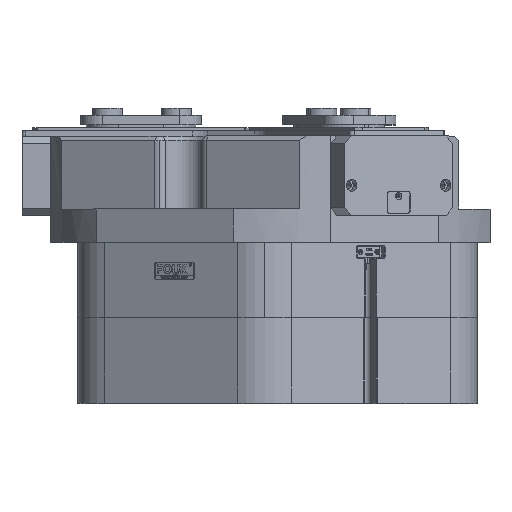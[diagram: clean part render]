
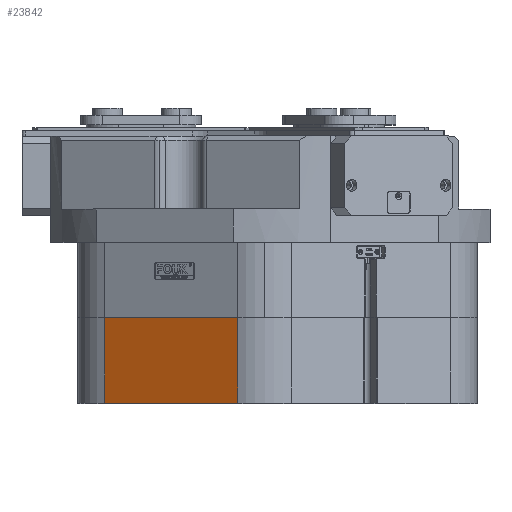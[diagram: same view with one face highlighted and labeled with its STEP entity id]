
A CAD part, top view. The second image highlights one B-rep face of the part: STEP entity #23842.
In plain terms, the highlighted face is planar.
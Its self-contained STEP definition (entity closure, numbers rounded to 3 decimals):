
#6236 = AXIS2_PLACEMENT_3D ( 'NONE', #25341, #46481, #56052 ) ;
#11088 = EDGE_CURVE ( 'NONE', #67413, #11585, #48324, .T. ) ;
#11585 = VERTEX_POINT ( 'NONE', #50598 ) ;
#14502 = DIRECTION ( 'NONE',  ( -0.866, 0., -0.5 ) ) ;
#17566 = VECTOR ( 'NONE', #34895, 1000. ) ;
#20067 = CARTESIAN_POINT ( 'NONE',  ( 157., 80., -128.749 ) ) ;
#23842 = ADVANCED_FACE ( 'NONE', ( #53077 ), #30774, .T. ) ;
#24190 = CARTESIAN_POINT ( 'NONE',  ( 33., 0., -200.341 ) ) ;
#24731 = VERTEX_POINT ( 'NONE', #49553 ) ;
#24895 = LINE ( 'NONE', #24190, #17566 ) ;
#25341 = CARTESIAN_POINT ( 'NONE',  ( 380., 0., 0. ) ) ;
#26078 = VERTEX_POINT ( 'NONE', #53685 ) ;
#26355 = ORIENTED_EDGE ( 'NONE', *, *, #11088, .F. ) ;
#29986 = EDGE_CURVE ( 'NONE', #24731, #11585, #24895, .T. ) ;
#30774 = PLANE ( 'NONE',  #6236 ) ;
#30871 = EDGE_LOOP ( 'NONE', ( #26355, #36373, #34384, #46064 ) ) ;
#32182 = CARTESIAN_POINT ( 'NONE',  ( 95., 0., -164.545 ) ) ;
#33079 = LINE ( 'NONE', #32182, #40349 ) ;
#34384 = ORIENTED_EDGE ( 'NONE', *, *, #42170, .T. ) ;
#34485 = VECTOR ( 'NONE', #14502, 1000. ) ;
#34895 = DIRECTION ( 'NONE',  ( 0., 1., 0. ) ) ;
#36373 = ORIENTED_EDGE ( 'NONE', *, *, #43698, .T. ) ;
#40349 = VECTOR ( 'NONE', #43101, 1000. ) ;
#42170 = EDGE_CURVE ( 'NONE', #26078, #24731, #33079, .T. ) ;
#43101 = DIRECTION ( 'NONE',  ( -0.866, 0., -0.5 ) ) ;
#43698 = EDGE_CURVE ( 'NONE', #67413, #26078, #65096, .T. ) ;
#45907 = CARTESIAN_POINT ( 'NONE',  ( 380., 80., 0. ) ) ;
#46064 = ORIENTED_EDGE ( 'NONE', *, *, #29986, .T. ) ;
#46481 = DIRECTION ( 'NONE',  ( 0.5, 0., -0.866 ) ) ;
#48324 = LINE ( 'NONE', #45907, #34485 ) ;
#49553 = CARTESIAN_POINT ( 'NONE',  ( 33., 0., -200.341 ) ) ;
#49626 = CARTESIAN_POINT ( 'NONE',  ( 157., 0., -128.749 ) ) ;
#50598 = CARTESIAN_POINT ( 'NONE',  ( 33., 80., -200.341 ) ) ;
#51274 = VECTOR ( 'NONE', #65940, 1000. ) ;
#53077 = FACE_OUTER_BOUND ( 'NONE', #30871, .T. ) ;
#53685 = CARTESIAN_POINT ( 'NONE',  ( 157., 0., -128.749 ) ) ;
#56052 = DIRECTION ( 'NONE',  ( -0.866, 0., -0.5 ) ) ;
#65096 = LINE ( 'NONE', #49626, #51274 ) ;
#65940 = DIRECTION ( 'NONE',  ( 0., -1., 0. ) ) ;
#67413 = VERTEX_POINT ( 'NONE', #20067 ) ;
